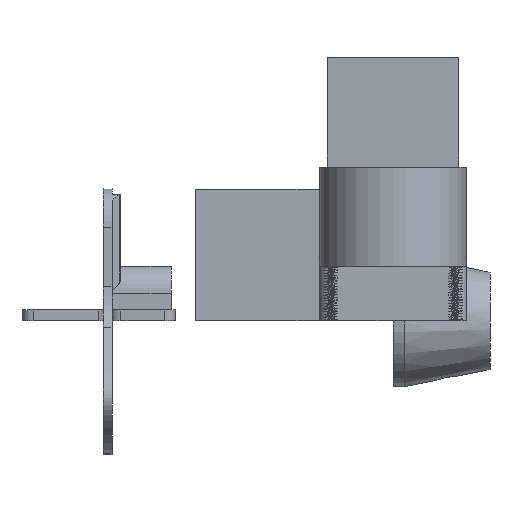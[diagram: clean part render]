
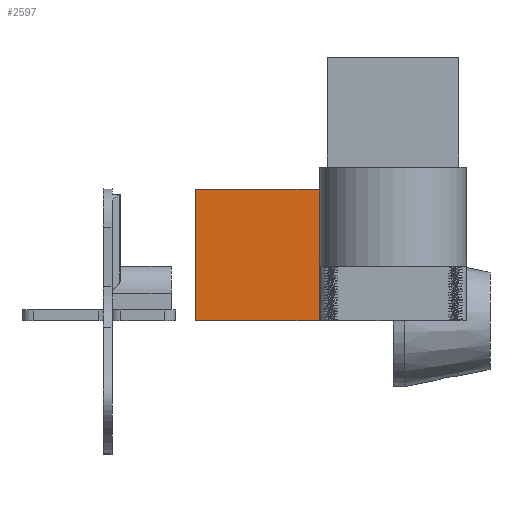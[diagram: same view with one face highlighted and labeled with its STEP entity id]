
A CAD part, left-side view. The second image highlights one B-rep face of the part: STEP entity #2597.
In plain terms, the highlighted planar face has unit normal (-1, 0, 0).
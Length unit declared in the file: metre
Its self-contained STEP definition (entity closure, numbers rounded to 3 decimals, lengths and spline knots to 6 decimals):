
#308=ORIENTED_EDGE('',*,*,#1026,.F.);
#309=ORIENTED_EDGE('',*,*,#1027,.F.);
#310=ORIENTED_EDGE('',*,*,#1017,.T.);
#311=ORIENTED_EDGE('',*,*,#999,.T.);
#999=EDGE_CURVE('',#1363,#1361,#1621,.T.);
#1017=EDGE_CURVE('',#1379,#1363,#1639,.T.);
#1026=EDGE_CURVE('',#1383,#1361,#1648,.T.);
#1027=EDGE_CURVE('',#1379,#1383,#1649,.T.);
#1361=VERTEX_POINT('',#3862);
#1363=VERTEX_POINT('',#3865);
#1379=VERTEX_POINT('',#3902);
#1383=VERTEX_POINT('',#3918);
#1621=LINE('',#3864,#1832);
#1639=LINE('',#3901,#1850);
#1648=LINE('',#3917,#1859);
#1649=LINE('',#3919,#1860);
#1832=VECTOR('',#3120,1.);
#1850=VECTOR('',#3144,1.);
#1859=VECTOR('',#3159,1.);
#1860=VECTOR('',#3160,1.);
#2040=EDGE_LOOP('',(#308,#309,#310,#311));
#2276=FACE_BOUND('',#2040,.T.);
#2509=PLANE('',#2838);
#2597=ADVANCED_FACE('',(#2276),#2509,.T.);
#2838=AXIS2_PLACEMENT_3D('',#3916,#3157,#3158);
#3120=DIRECTION('',(0.,0.,-1.));
#3144=DIRECTION('',(0.,1.,0.));
#3157=DIRECTION('',(-1.,0.,0.));
#3158=DIRECTION('',(0.,-1.,0.));
#3159=DIRECTION('',(0.,1.,0.));
#3160=DIRECTION('',(0.,0.,-1.));
#3862=CARTESIAN_POINT('',(0.,0.09,0.));
#3864=CARTESIAN_POINT('',(0.,0.09,0.06));
#3865=CARTESIAN_POINT('',(0.,0.09,0.06));
#3901=CARTESIAN_POINT('',(0.,0.06,0.06));
#3902=CARTESIAN_POINT('',(0.,0.03,0.06));
#3916=CARTESIAN_POINT('',(0.,0.06,0.06));
#3917=CARTESIAN_POINT('',(0.,0.06,0.));
#3918=CARTESIAN_POINT('',(0.,0.03,0.));
#3919=CARTESIAN_POINT('',(0.,0.03,0.06));
